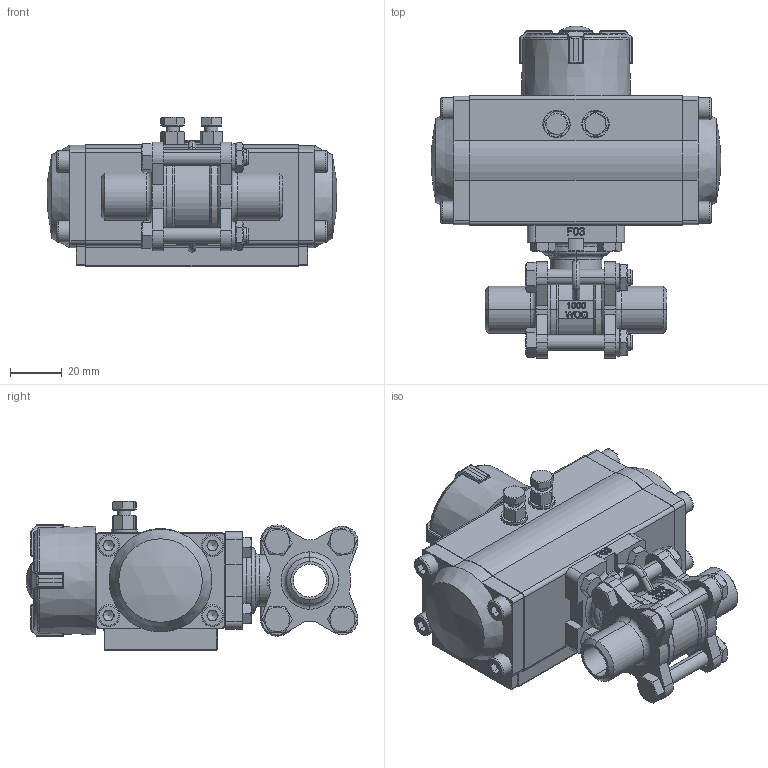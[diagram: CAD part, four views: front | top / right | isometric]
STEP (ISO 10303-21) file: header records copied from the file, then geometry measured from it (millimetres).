
FILE_DESCRIPTION(/* description */ ('Unknown'),/* implementation_level */ '2;1');
FILE_NAME(/* name */ 'PD01 9337-03',/* time_stamp */ '2025-01-21T08:22:26+01:00',/* author */ ('Unknown'),/* organization */ ('Unknown'),/* preprocessor_version */ 'ST-DEVELOPER v19.4',/* originating_system */ 'Solid Edge',/* authorisation */ 'Unknown');
FILE_SCHEMA (('AUTOMOTIVE_DESIGN {1 0 10303 214 3 1 1}'));
Length unit declared in the file: millimetre
Products named in the file (27): PD019337-03; 9337-03_oa_0; MV-83-DN6(10) BODY; MV-83-DN10 CAP; MV-83-DN6(10) NUT STOPPER ; MV-83-DN10 STEM; STEM NUT M12; MV-83-DN6(10) BOLT M6 ; single coil lock washers light type gb_GB_FASTENER_WASHER_SSWL 6; hex thin nuts-grades ab-chamfered gb_GB_FASTENER_NUT_STNAB M6-C; PD01; 32gangti; circlips for shaft--type a large gb_GB_CONNECTING_PIECE_RING_RRA 13; VT032-8 ______; plain washers-n series-grade a gb_GB_FASTENER_WASHER_PWNA 5; hex nut gradec_din_Hexagon Nut ISO 4034 - M5 - N; hex bolt gradeab_din_ISO 4014 - M5 x 25 x 16-N; socket head cap screw_din_DIN 912 M5 x 16 --- 16N; VT032-04-1; VT032_Welle; VT032-03-A 3D_; VT032-03-A 3D; Optische Anzeige; ______; ________(___________; cup head nib bolts with large head gb_GB_FASTENER_BOLT_CHNBW M6X25-N; DIN 933 M5x16 A2-70 BLK_EDST
Assembly tree (53 placements, depth 4):
  PD019337-03
    9337-03_oa_0
      MV-83-DN6(10) BODY
      MV-83-DN10 CAP  x2
      MV-83-DN6(10) NUT STOPPER 
      MV-83-DN10 STEM
      STEM NUT M12
      MV-83-DN6(10) BOLT M6   x4
      single coil lock washers light type gb_GB_FASTENER_WASHER_SSWL 6  x4
      hex thin nuts-grades ab-chamfered gb_GB_FASTENER_NUT_STNAB M6-C  x4
    PD01
      32gangti
      circlips for shaft--type a large gb_GB_CONNECTING_PIECE_RING_RRA 13
      VT032-8 ______
      plain washers-n series-grade a gb_GB_FASTENER_WASHER_PWNA 5  x2
      hex nut gradec_din_Hexagon Nut ISO 4034 - M5 - N  x2
      hex bolt gradeab_din_ISO 4014 - M5 x 25 x 16-N  x2
      socket head cap screw_din_DIN 912 M5 x 16 --- 16N  x8
      VT032-04-1  x2
      VT032_Welle
        VT032-03-A 3D_
        VT032-03-A 3D
      Optische Anzeige
        ______
        ________(___________  x4
        cup head nib bolts with large head gb_GB_FASTENER_BOLT_CHNBW M6X25-N
    DIN 933 M5x16 A2-70 BLK_EDST  x4
Bounding box: 111.55 x 127.84 x 57.5 mm (x, y, z)
Volume: 220027.3 mm3; surface area: 105198.4 mm2
Topology: 50 solids, 50 shells, 1781 faces, 4216 edges, 2636 vertices
Faces by surface type: plane 776, cylinder 595, cone 180, bspline 120, torus 99, sphere 11
Full cylindrical faces by diameter (mm): 1.7 x2, 2.5 x2, 3 x17, 3.242 x8, 3.3 x8, 4.134 x14, 4.2 x2, 4.5 x8, 4.66 x1, 5 x19, 5.3 x2, 5.5 x1, 6 x1, 6.2 x1, 8 x8, 8.5 x8, 8.57 x2, 9 x2, 9.53 x2, 10 x4, 10.5 x2, 11.2 x2, 12 x7, 12.1 x1, 13.5 x2, 15.3 x2, 19.7 x1, 20 x7, 20.6 x1, 24 x2
Entity records: 36392 total; most frequent: CARTESIAN_POINT 11413, ORIENTED_EDGE 4896, DIRECTION 4777, EDGE_CURVE 2448, AXIS2_PLACEMENT_3D 1891, VERTEX_POINT 1650, FACE_BOUND 1414, EDGE_LOOP 1413
